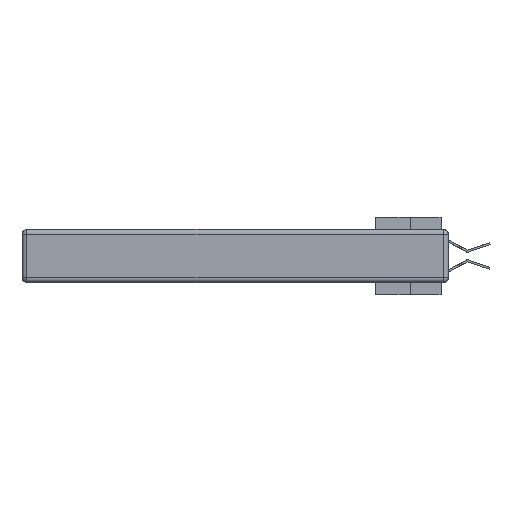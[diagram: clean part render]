
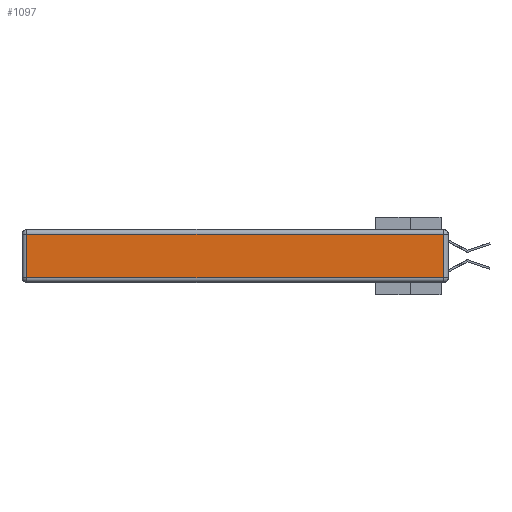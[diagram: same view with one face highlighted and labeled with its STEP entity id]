
A CAD part, left-side view. The second image highlights one B-rep face of the part: STEP entity #1097.
In plain terms, the highlighted planar face has unit normal (-1, 0, 0).
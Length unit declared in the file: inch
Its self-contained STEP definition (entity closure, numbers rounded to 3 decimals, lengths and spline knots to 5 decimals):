
#1097 = ADVANCED_FACE ( 'NONE', ( #26264 ), #6166, .T. ) ;
#1311 = AXIS2_PLACEMENT_3D ( 'NONE', #28967, #34821, #26421 ) ;
#1355 = VERTEX_POINT ( 'NONE', #27418 ) ;
#1364 = VECTOR ( 'NONE', #6383, 39.37008 ) ;
#4286 = VECTOR ( 'NONE', #28085, 39.37008 ) ;
#4307 = DIRECTION ( 'NONE',  ( 0., -1., 0. ) ) ;
#5442 = EDGE_CURVE ( 'NONE', #7386, #1355, #23109, .T. ) ;
#5571 = ORIENTED_EDGE ( 'NONE', *, *, #5442, .T. ) ;
#6166 = PLANE ( 'NONE',  #1311 ) ;
#6383 = DIRECTION ( 'NONE',  ( 0., 0., -1. ) ) ;
#7151 = LINE ( 'NONE', #21786, #10804 ) ;
#7386 = VERTEX_POINT ( 'NONE', #16416 ) ;
#7948 = VERTEX_POINT ( 'NONE', #29024 ) ;
#10804 = VECTOR ( 'NONE', #4307, 39.37008 ) ;
#14097 = VERTEX_POINT ( 'NONE', #36771 ) ;
#14518 = DIRECTION ( 'NONE',  ( 0., 1., 0. ) ) ;
#16057 = CARTESIAN_POINT ( 'NONE',  ( 0., 0.03, -0.343 ) ) ;
#16416 = CARTESIAN_POINT ( 'NONE',  ( 0., 0.03, -0.03 ) ) ;
#17245 = LINE ( 'NONE', #26265, #1364 ) ;
#19193 = EDGE_CURVE ( 'NONE', #7948, #14097, #7151, .T. ) ;
#21116 = ORIENTED_EDGE ( 'NONE', *, *, #27578, .T. ) ;
#21786 = CARTESIAN_POINT ( 'NONE',  ( 0., 0., -0.313 ) ) ;
#21827 = ORIENTED_EDGE ( 'NONE', *, *, #19193, .T. ) ;
#23109 = LINE ( 'NONE', #35311, #30830 ) ;
#23253 = EDGE_CURVE ( 'NONE', #1355, #7948, #17245, .T. ) ;
#26264 = FACE_OUTER_BOUND ( 'NONE', #36740, .T. ) ;
#26265 = CARTESIAN_POINT ( 'NONE',  ( 0., 2.72, -0.343 ) ) ;
#26421 = DIRECTION ( 'NONE',  ( 0., 0., 1. ) ) ;
#27418 = CARTESIAN_POINT ( 'NONE',  ( 0., 2.72, -0.03 ) ) ;
#27578 = EDGE_CURVE ( 'NONE', #14097, #7386, #37411, .T. ) ;
#28085 = DIRECTION ( 'NONE',  ( 0., 0., 1. ) ) ;
#28967 = CARTESIAN_POINT ( 'NONE',  ( 0., 0., -0.343 ) ) ;
#29024 = CARTESIAN_POINT ( 'NONE',  ( 0., 2.72, -0.313 ) ) ;
#30830 = VECTOR ( 'NONE', #14518, 39.37008 ) ;
#31814 = ORIENTED_EDGE ( 'NONE', *, *, #23253, .T. ) ;
#34821 = DIRECTION ( 'NONE',  ( -1., 0., 0. ) ) ;
#35311 = CARTESIAN_POINT ( 'NONE',  ( 0., 2.75, -0.03 ) ) ;
#36740 = EDGE_LOOP ( 'NONE', ( #21827, #21116, #5571, #31814 ) ) ;
#36771 = CARTESIAN_POINT ( 'NONE',  ( 0., 0.03, -0.313 ) ) ;
#37411 = LINE ( 'NONE', #16057, #4286 ) ;
